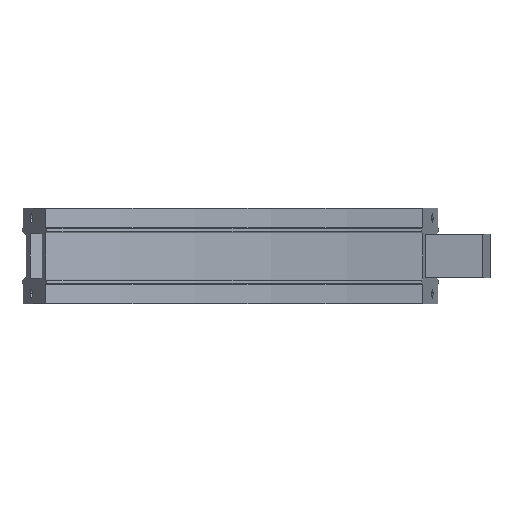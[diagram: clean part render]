
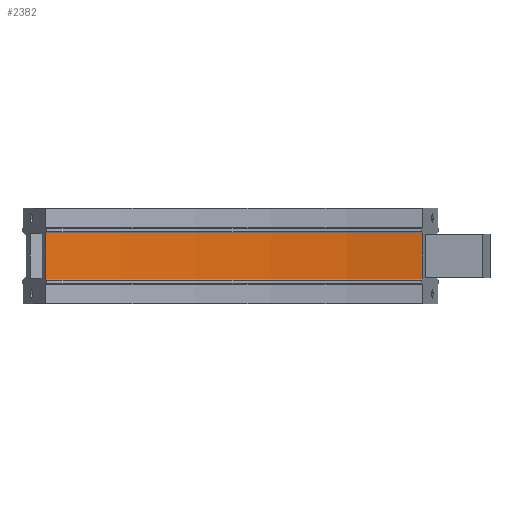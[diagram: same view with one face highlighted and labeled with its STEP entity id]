
A CAD part, front view. The second image highlights one B-rep face of the part: STEP entity #2382.
In plain terms, the highlighted cylindrical face has radius 300 mm (diameter 600 mm), a partial arc.
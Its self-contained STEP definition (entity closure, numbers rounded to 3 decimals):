
#22 = DIRECTION ( 'NONE',  ( 0., 0., 1. ) ) ;
#23 = CARTESIAN_POINT ( 'NONE',  ( 0., 0., 24.5 ) ) ;
#28 = CARTESIAN_POINT ( 'NONE',  ( -77.646, 289.778, 8.5 ) ) ;
#75 = CARTESIAN_POINT ( 'NONE',  ( 52.094, 295.442, 8.5 ) ) ;
#160 = VERTEX_POINT ( 'NONE', #4503 ) ;
#264 = CARTESIAN_POINT ( 'NONE',  ( -77.646, 289.778, 33. ) ) ;
#326 = CARTESIAN_POINT ( 'NONE',  ( -77.646, 289.778, 24.5 ) ) ;
#502 = AXIS2_PLACEMENT_3D ( 'NONE', #1644, #4012, #2007 ) ;
#1002 = CIRCLE ( 'NONE', #2517, 300. ) ;
#1061 = DIRECTION ( 'NONE',  ( 0., 0., -1. ) ) ;
#1098 = EDGE_LOOP ( 'NONE', ( #4148, #4146, #4142, #4095 ) ) ;
#1171 = VERTEX_POINT ( 'NONE', #75 ) ;
#1257 = DIRECTION ( 'NONE',  ( 0., 0., -1. ) ) ;
#1261 = CARTESIAN_POINT ( 'NONE',  ( 0., 0., 33. ) ) ;
#1267 = DIRECTION ( 'NONE',  ( -1., 0., 0. ) ) ;
#1298 = VECTOR ( 'NONE', #1611, 1000. ) ;
#1421 = CIRCLE ( 'NONE', #502, 300. ) ;
#1611 = DIRECTION ( 'NONE',  ( 0., 0., -1. ) ) ;
#1644 = CARTESIAN_POINT ( 'NONE',  ( 0., 0., 8.5 ) ) ;
#2007 = DIRECTION ( 'NONE',  ( 1., 0., 0. ) ) ;
#2382 = ADVANCED_FACE ( 'NONE', ( #3828 ), #2860, .F. ) ;
#2517 = AXIS2_PLACEMENT_3D ( 'NONE', #23, #22, #4546 ) ;
#2682 = CARTESIAN_POINT ( 'NONE',  ( 52.094, 295.442, 33. ) ) ;
#2718 = EDGE_CURVE ( 'NONE', #160, #3045, #1002, .T. ) ;
#2860 = CYLINDRICAL_SURFACE ( 'NONE', #3041, 300. ) ;
#3041 = AXIS2_PLACEMENT_3D ( 'NONE', #1261, #1257, #1267 ) ;
#3045 = VERTEX_POINT ( 'NONE', #326 ) ;
#3155 = LINE ( 'NONE', #2682, #1298 ) ;
#3629 = EDGE_CURVE ( 'NONE', #1171, #4487, #1421, .T. ) ;
#3828 = FACE_OUTER_BOUND ( 'NONE', #1098, .T. ) ;
#3881 = EDGE_CURVE ( 'NONE', #3045, #4487, #4176, .T. ) ;
#4012 = DIRECTION ( 'NONE',  ( 0., 0., 1. ) ) ;
#4078 = VECTOR ( 'NONE', #1061, 1000. ) ;
#4095 = ORIENTED_EDGE ( 'NONE', *, *, #3629, .F. ) ;
#4142 = ORIENTED_EDGE ( 'NONE', *, *, #3881, .T. ) ;
#4146 = ORIENTED_EDGE ( 'NONE', *, *, #2718, .T. ) ;
#4148 = ORIENTED_EDGE ( 'NONE', *, *, #4156, .F. ) ;
#4156 = EDGE_CURVE ( 'NONE', #160, #1171, #3155, .T. ) ;
#4176 = LINE ( 'NONE', #264, #4078 ) ;
#4487 = VERTEX_POINT ( 'NONE', #28 ) ;
#4503 = CARTESIAN_POINT ( 'NONE',  ( 52.094, 295.442, 24.5 ) ) ;
#4546 = DIRECTION ( 'NONE',  ( 1., 0., 0. ) ) ;
